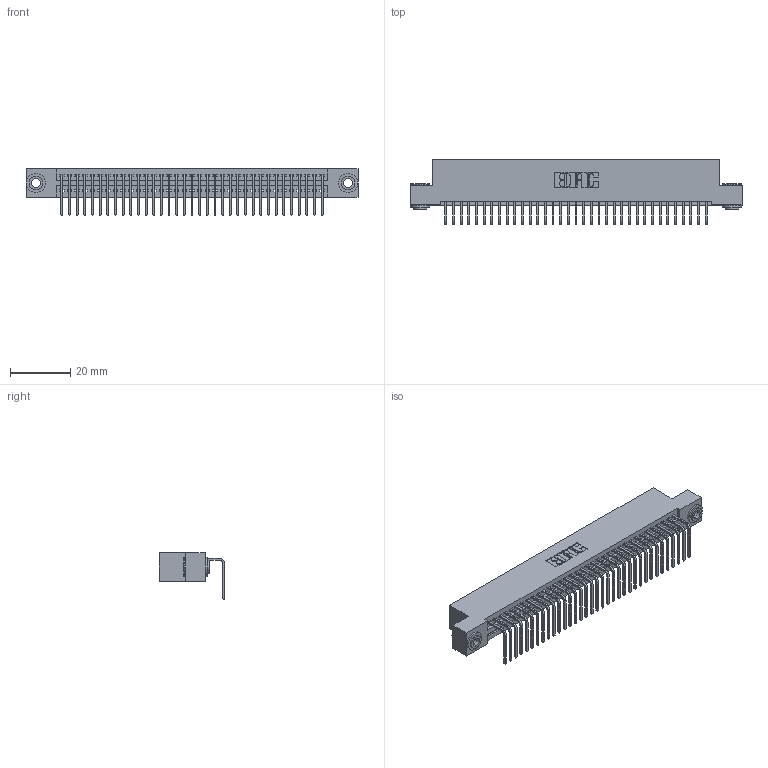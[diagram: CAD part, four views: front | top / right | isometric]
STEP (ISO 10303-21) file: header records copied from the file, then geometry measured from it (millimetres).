
FILE_DESCRIPTION (( 'STEP AP203' ), '1' );
FILE_NAME ('345-035-558-103.STEP', '2018-08-29T07:44:12', ( '' ), ( '' ), 'SwSTEP 2.0', 'SolidWorks 2016', '' );
FILE_SCHEMA (( 'CONFIG_CONTROL_DESIGN' ));
Length unit declared in the file: inch
Products named in the file (4): 345 Part_Flush Mounting Lugs - 0.156 Dia-TH; 345-292-001_558 Tail - 2; 345-250-002_345-250-002-102; 345-035-558-103
Assembly tree (38 placements, depth 2):
  345-035-558-103
    345 Part_Flush Mounting Lugs - 0.156 Dia-TH
    345-292-001_558 Tail - 2  x35
    345-250-002_345-250-002-102  x2
Bounding box: 110.11 x 21.83 x 15.37 mm (x, y, z)
Volume: 10536.9 mm3; surface area: 14807.2 mm2
Topology: 38 solids, 38 shells, 2264 faces, 6787 edges, 4474 vertices
Faces by surface type: plane 1560, cylinder 696, cone 8
Entity records: 28018 total; most frequent: CARTESIAN_POINT 4832, ORIENTED_EDGE 4794, DIRECTION 4261, EDGE_CURVE 2397, LINE 2101, VECTOR 2101, VERTEX_POINT 1594, AXIS2_PLACEMENT_3D 1080
